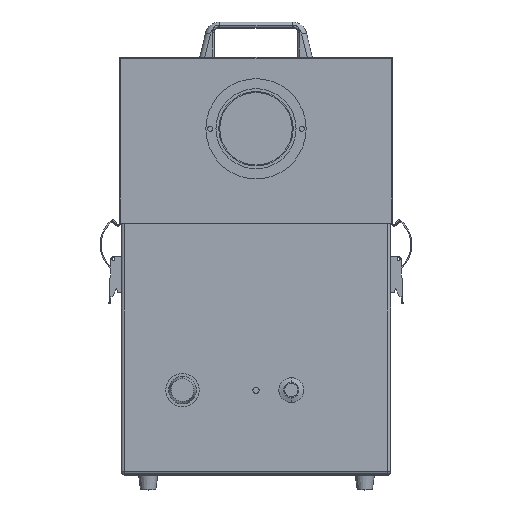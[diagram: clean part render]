
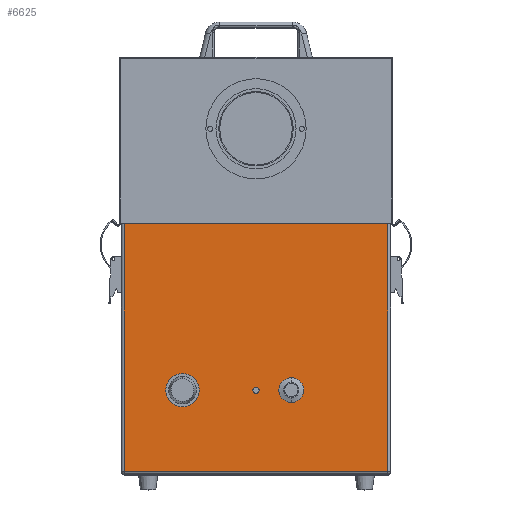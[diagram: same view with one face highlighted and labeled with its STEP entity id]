
A CAD part, top view. The second image highlights one B-rep face of the part: STEP entity #6625.
In plain terms, the highlighted planar face has unit normal (0, 0, 1).
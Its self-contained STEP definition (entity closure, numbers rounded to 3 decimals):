
#1146=DIRECTION('',(0.,-1.,0.));
#1147=VECTOR('',#1146,276.);
#1148=CARTESIAN_POINT('',(-279.,-3.,275.));
#1149=LINE('',#1148,#1147);
#1169=DIRECTION('',(-1.,0.,0.));
#1170=VECTOR('',#1169,276.);
#1171=CARTESIAN_POINT('',(-3.,-3.,275.));
#1172=LINE('',#1171,#1170);
#1188=DIRECTION('',(0.,1.,0.));
#1189=VECTOR('',#1188,276.);
#1190=CARTESIAN_POINT('',(-3.,-279.,275.));
#1191=LINE('',#1190,#1189);
#1196=CARTESIAN_POINT('',(-141.,-194.,275.));
#1197=DIRECTION('',(0.,0.,-1.));
#1198=DIRECTION('',(-1.,0.,0.));
#1199=AXIS2_PLACEMENT_3D('',#1196,#1197,#1198);
#1201=CARTESIAN_POINT('',(-141.,-194.,275.));
#1202=DIRECTION('',(0.,0.,-1.));
#1203=DIRECTION('',(1.,0.,0.));
#1204=AXIS2_PLACEMENT_3D('',#1201,#1202,#1203);
#1206=CARTESIAN_POINT('',(-218.,-194.,275.));
#1207=DIRECTION('',(0.,0.,-1.));
#1208=DIRECTION('',(0.,1.,0.));
#1209=AXIS2_PLACEMENT_3D('',#1206,#1207,#1208);
#1211=CARTESIAN_POINT('',(-218.,-194.,275.));
#1212=DIRECTION('',(0.,0.,-1.));
#1213=DIRECTION('',(0.,-1.,0.));
#1214=AXIS2_PLACEMENT_3D('',#1211,#1212,#1213);
#1216=CARTESIAN_POINT('',(-104.,-194.,275.));
#1217=DIRECTION('',(0.,0.,1.));
#1218=DIRECTION('',(0.,1.,0.));
#1219=AXIS2_PLACEMENT_3D('',#1216,#1217,#1218);
#1221=CARTESIAN_POINT('',(-104.,-194.,275.));
#1222=DIRECTION('',(0.,0.,1.));
#1223=DIRECTION('',(0.,-1.,0.));
#1224=AXIS2_PLACEMENT_3D('',#1221,#1222,#1223);
#1234=DIRECTION('',(1.,0.,0.));
#1235=VECTOR('',#1234,276.);
#1236=CARTESIAN_POINT('',(-279.,-279.,275.));
#1237=LINE('',#1236,#1235);
#4549=CARTESIAN_POINT('',(-279.,-3.,275.));
#4550=VERTEX_POINT('',#4549);
#4551=CARTESIAN_POINT('',(-279.,-279.,275.));
#4552=VERTEX_POINT('',#4551);
#4553=CARTESIAN_POINT('',(-3.,-3.,275.));
#4554=VERTEX_POINT('',#4553);
#4555=CARTESIAN_POINT('',(-3.,-279.,275.));
#4556=VERTEX_POINT('',#4555);
#4557=CARTESIAN_POINT('',(-144.25,-194.,275.));
#4558=CARTESIAN_POINT('',(-137.75,-194.,275.));
#4559=VERTEX_POINT('',#4557);
#4560=VERTEX_POINT('',#4558);
#5171=CARTESIAN_POINT('',(-218.,-176.5,275.));
#5172=CARTESIAN_POINT('',(-218.,-211.5,275.));
#5173=VERTEX_POINT('',#5171);
#5174=VERTEX_POINT('',#5172);
#5175=CARTESIAN_POINT('',(-104.,-181.,275.));
#5176=CARTESIAN_POINT('',(-104.,-207.,275.));
#5177=VERTEX_POINT('',#5175);
#5178=VERTEX_POINT('',#5176);
#6595=CARTESIAN_POINT('',(-141.,-141.,275.));
#6596=DIRECTION('',(0.,0.,1.));
#6597=DIRECTION('',(1.,0.,0.));
#6598=AXIS2_PLACEMENT_3D('',#6595,#6596,#6597);
#6599=PLANE('',#6598);
#6600=ORIENTED_EDGE('',*,*,#6536,.F.);
#6601=ORIENTED_EDGE('',*,*,#6563,.F.);
#6602=ORIENTED_EDGE('',*,*,#6586,.F.);
#6604=ORIENTED_EDGE('',*,*,#6603,.F.);
#6605=EDGE_LOOP('',(#6600,#6601,#6602,#6604));
#6606=FACE_OUTER_BOUND('',#6605,.F.);
#6608=ORIENTED_EDGE('',*,*,#6607,.F.);
#6610=ORIENTED_EDGE('',*,*,#6609,.F.);
#6611=EDGE_LOOP('',(#6608,#6610));
#6612=FACE_BOUND('',#6611,.F.);
#6614=ORIENTED_EDGE('',*,*,#6613,.F.);
#6616=ORIENTED_EDGE('',*,*,#6615,.F.);
#6617=EDGE_LOOP('',(#6614,#6616));
#6618=FACE_BOUND('',#6617,.F.);
#6620=ORIENTED_EDGE('',*,*,#6619,.T.);
#6622=ORIENTED_EDGE('',*,*,#6621,.T.);
#6623=EDGE_LOOP('',(#6620,#6622));
#6624=FACE_BOUND('',#6623,.F.);
#6625=ADVANCED_FACE('',(#6606,#6612,#6618,#6624),#6599,.T.);
#1200=CIRCLE('',#1199,3.25);
#1205=CIRCLE('',#1204,3.25);
#1210=CIRCLE('',#1209,17.5);
#1215=CIRCLE('',#1214,17.5);
#1220=CIRCLE('',#1219,13.);
#1225=CIRCLE('',#1224,13.);
#6536=EDGE_CURVE('',#4550,#4552,#1149,.T.);
#6563=EDGE_CURVE('',#4554,#4550,#1172,.T.);
#6586=EDGE_CURVE('',#4556,#4554,#1191,.T.);
#6603=EDGE_CURVE('',#4552,#4556,#1237,.T.);
#6607=EDGE_CURVE('',#4559,#4560,#1200,.T.);
#6609=EDGE_CURVE('',#4560,#4559,#1205,.T.);
#6613=EDGE_CURVE('',#5173,#5174,#1210,.T.);
#6615=EDGE_CURVE('',#5174,#5173,#1215,.T.);
#6619=EDGE_CURVE('',#5177,#5178,#1220,.T.);
#6621=EDGE_CURVE('',#5178,#5177,#1225,.T.);
